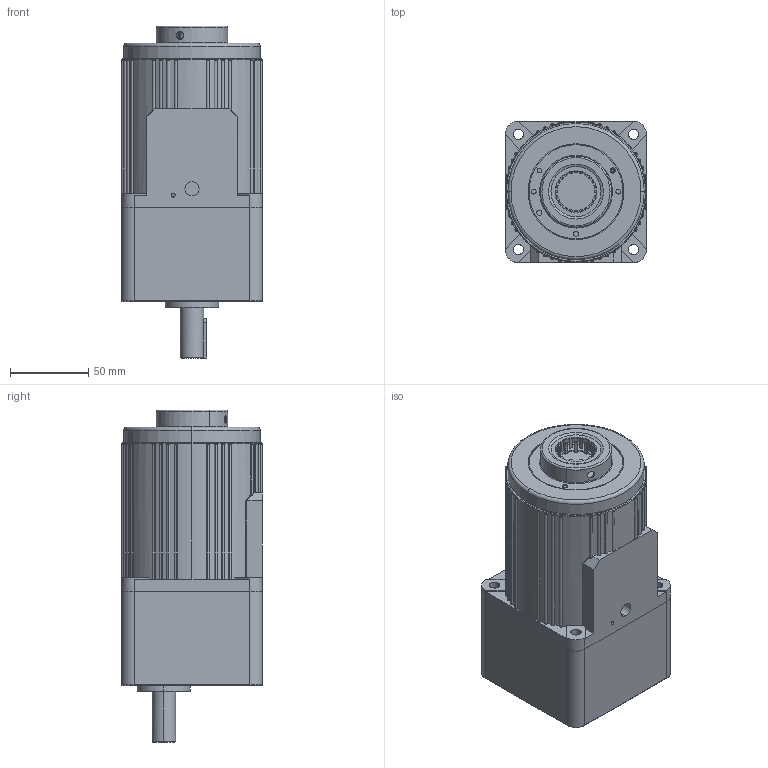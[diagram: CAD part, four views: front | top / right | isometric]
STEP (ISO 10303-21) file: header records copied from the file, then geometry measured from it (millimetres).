
FILE_DESCRIPTION (( 'STEP AP203' ), '1' );
FILE_NAME ('5IK40R+5GN20-200KB.STEP', '2020-01-09T03:12:36', ( 'Sky123.Org' ), ( 'Sky123.Org' ), 'SwSTEP 2.0', 'SolidWorks 2014', '' );
FILE_SCHEMA (( 'CONFIG_CONTROL_DESIGN' ));
Length unit declared in the file: millimetre
Products named in the file (7): 5IK40A; 5GN20-200KB; 测速线圈外壳; 测速线圈外壳2; 测速线圈总成; 5IK40R+5GN20-200KB
Assembly tree (6 placements, depth 3):
  5IK40R+5GN20-200KB
    5IK40A
    5GN20-200KB
      5GN20-200KB
    测速线圈总成
      测速线圈外壳
      测速线圈外壳2
Bounding box: 90 x 90 x 212 mm (x, y, z)
Volume: 1164255.4 mm3; surface area: 110665.5 mm2
Topology: 4 solids, 4 shells, 531 faces, 1380 edges, 878 vertices
Faces by surface type: cylinder 241, plane 176, torus 88, cone 24, bspline 2
Entity records: 17710 total; most frequent: CARTESIAN_POINT 3476, DIRECTION 3074, ORIENTED_EDGE 2760, EDGE_CURVE 1380, AXIS2_PLACEMENT_3D 1250, VERTEX_POINT 878, CIRCLE 710, EDGE_LOOP 580
